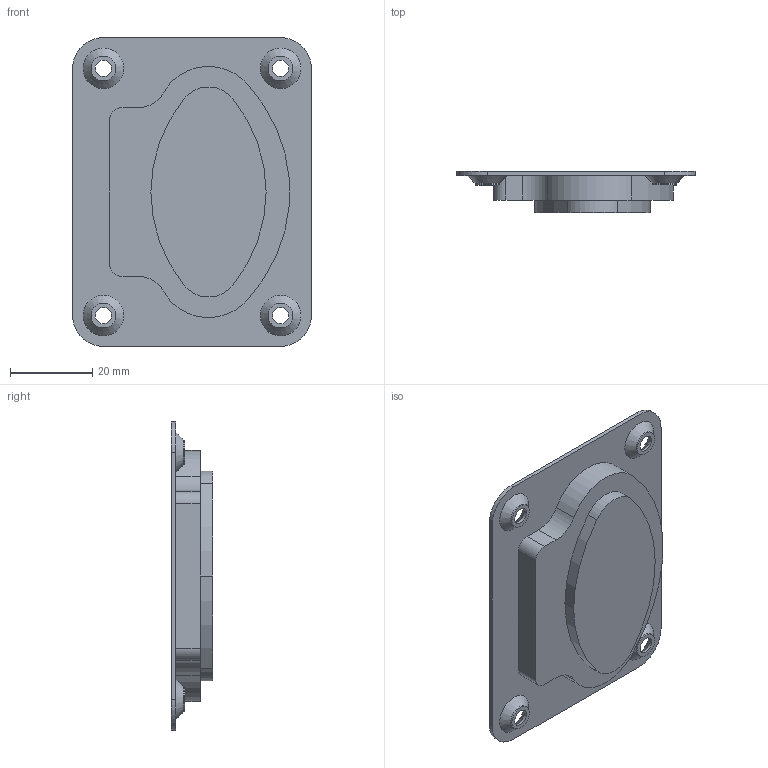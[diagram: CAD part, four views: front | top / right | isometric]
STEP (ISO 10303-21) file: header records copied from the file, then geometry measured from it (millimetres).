
FILE_DESCRIPTION( ( 'STEP AP214' ), '1' );
FILE_NAME( 'K0243.2075058.stp', '2020-11-26T14:36:33', ( '' ), ( '' ), ' ', 'PARTsolutions', ' ' );
FILE_SCHEMA( ( 'AUTOMOTIVE_DESIGN { 1 0 10303 214 1 1 1 1 }' ) );
Length unit declared in the file: millimetre
Products named in the file (1): _K0243.2075058
Bounding box: 58 x 10 x 75 mm (x, y, z)
Volume: 10386.6 mm3; surface area: 14265.4 mm2
Topology: 1 solids, 1 shells, 96 faces, 258 edges, 166 vertices
Faces by surface type: cylinder 52, plane 32, cone 8, torus 4
Full cylindrical faces by diameter (mm): 3 x1, 4 x4, 6 x4
Entity records: 3757 total; most frequent: DIRECTION 551, CARTESIAN_POINT 500, ORIENTED_EDGE 474, EDGE_CURVE 237, AXIS2_PLACEMENT_3D 217, VERTEX_POINT 166, EDGE_LOOP 139, CIRCLE 120
